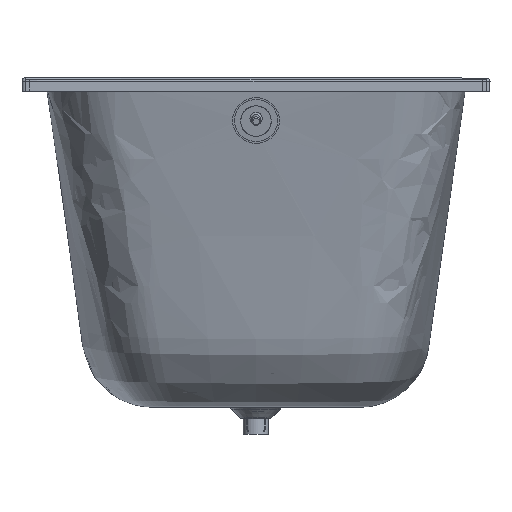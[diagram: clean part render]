
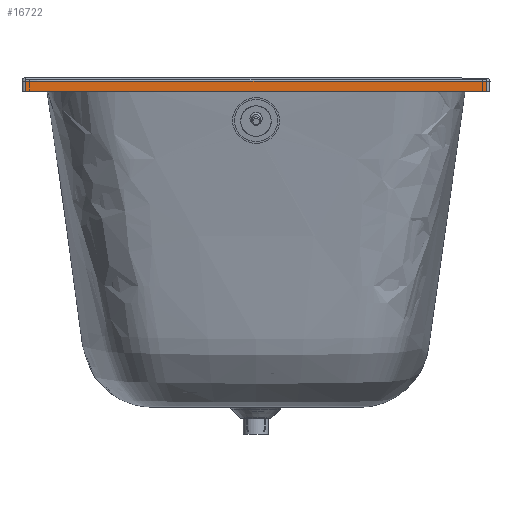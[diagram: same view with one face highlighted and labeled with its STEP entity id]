
A CAD part, left-side view. The second image highlights one B-rep face of the part: STEP entity #16722.
In plain terms, the highlighted planar face has unit normal (1, 0, 0).
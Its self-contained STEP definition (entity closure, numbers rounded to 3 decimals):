
#16683=CARTESIAN_POINT('',(-700.0,-20.0,0.0));
#16684=DIRECTION('',(1.0,0.0,0.0));
#16685=DIRECTION('',(0.0,0.0,-1.0));
#16686=AXIS2_PLACEMENT_3D('',#16683,#16684,#16685);
#16687=PLANE('',#16686);
#16688=CARTESIAN_POINT('',(-700.0,-20.0,-394.));
#16689=VERTEX_POINT('',#16688);
#16690=CARTESIAN_POINT('',(-700.0,-2.8,-394.));
#16691=VERTEX_POINT('',#16690);
#16692=CARTESIAN_POINT('',(-700.0,-20.0,-394.));
#16693=DIRECTION('',(0.0,1.0,0.0));
#16694=VECTOR('',#16693,17.2);
#16695=LINE('',#16692,#16694);
#16696=EDGE_CURVE('',#16689,#16691,#16695,.T.);
#16697=ORIENTED_EDGE('',*,*,#16696,.T.);
#16698=CARTESIAN_POINT('',(-700.0,-2.8,394.));
#16699=VERTEX_POINT('',#16698);
#16700=CARTESIAN_POINT('',(-700.0,-2.8,-394.));
#16701=DIRECTION('',(0.0,0.0,1.0));
#16702=VECTOR('',#16701,788.);
#16703=LINE('',#16700,#16702);
#16704=EDGE_CURVE('',#16691,#16699,#16703,.T.);
#16705=ORIENTED_EDGE('',*,*,#16704,.T.);
#16706=CARTESIAN_POINT('',(-700.0,-20.0,394.));
#16707=VERTEX_POINT('',#16706);
#16708=CARTESIAN_POINT('',(-700.0,-2.8,394.));
#16709=DIRECTION('',(0.0,-1.0,0.0));
#16710=VECTOR('',#16709,17.2);
#16711=LINE('',#16708,#16710);
#16712=EDGE_CURVE('',#16699,#16707,#16711,.T.);
#16713=ORIENTED_EDGE('',*,*,#16712,.T.);
#16714=CARTESIAN_POINT('',(-700.0,-20.0,394.));
#16715=DIRECTION('',(0.0,0.0,-1.0));
#16716=VECTOR('',#16715,788.);
#16717=LINE('',#16714,#16716);
#16718=EDGE_CURVE('',#16707,#16689,#16717,.T.);
#16719=ORIENTED_EDGE('',*,*,#16718,.T.);
#16720=EDGE_LOOP('',(#16697,#16705,#16713,#16719));
#16721=FACE_OUTER_BOUND('',#16720,.T.);
#16722=ADVANCED_FACE('',(#16721),#16687,.T.);
